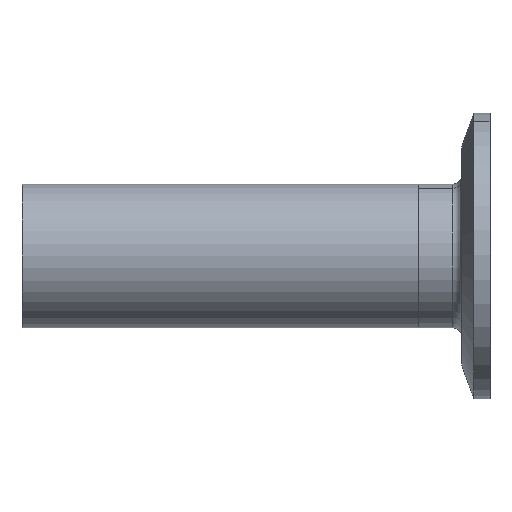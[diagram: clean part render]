
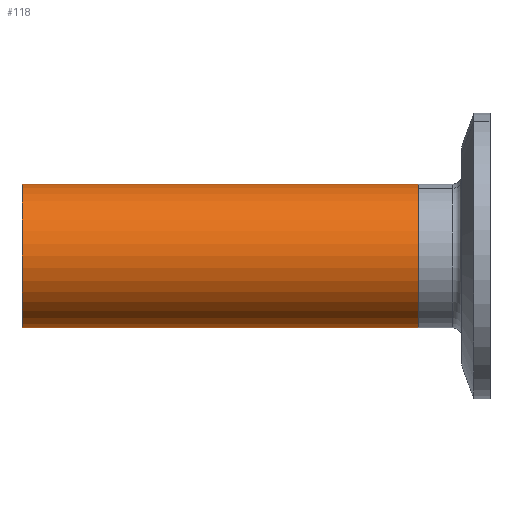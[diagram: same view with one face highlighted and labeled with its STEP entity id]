
A CAD part, front view. The second image highlights one B-rep face of the part: STEP entity #118.
In plain terms, the highlighted cylindrical face has radius 12.7 mm (diameter 25.4 mm), a partial arc.
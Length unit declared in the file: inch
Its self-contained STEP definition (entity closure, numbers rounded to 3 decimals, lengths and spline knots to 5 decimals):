
#32 = EDGE_CURVE ( 'NONE', #393, #173, #153, .T. ) ;
#39 = CARTESIAN_POINT ( 'NONE',  ( 0.62598, 0., 0.5 ) ) ;
#56 = ORIENTED_EDGE ( 'NONE', *, *, #1353, .F. ) ;
#74 = CIRCLE ( 'NONE', #1645, 0.5 ) ;
#110 = DIRECTION ( 'NONE',  ( -1., 0., 0. ) ) ;
#118 = ADVANCED_FACE ( 'NONE', ( #1564 ), #669, .T. ) ;
#123 = DIRECTION ( 'NONE',  ( 0., 0., -1. ) ) ;
#153 = LINE ( 'NONE', #39, #1040 ) ;
#173 = VERTEX_POINT ( 'NONE', #1259 ) ;
#232 = CARTESIAN_POINT ( 'NONE',  ( 0., 0., -0.5 ) ) ;
#317 = DIRECTION ( 'NONE',  ( 0., 0., 1. ) ) ;
#335 = VECTOR ( 'NONE', #1420, 39.37008 ) ;
#338 = DIRECTION ( 'NONE',  ( -1., 0., 0. ) ) ;
#347 = CARTESIAN_POINT ( 'NONE',  ( -2.12598, 0., -0.5 ) ) ;
#348 = VERTEX_POINT ( 'NONE', #347 ) ;
#383 = VERTEX_POINT ( 'NONE', #232 ) ;
#393 = VERTEX_POINT ( 'NONE', #1354 ) ;
#404 = VERTEX_POINT ( 'NONE', #1209 ) ;
#495 = DIRECTION ( 'NONE',  ( -1., 0., 0. ) ) ;
#559 = ORIENTED_EDGE ( 'NONE', *, *, #1048, .F. ) ;
#664 = VECTOR ( 'NONE', #1129, 39.37008 ) ;
#669 = CYLINDRICAL_SURFACE ( 'NONE', #1071, 0.5 ) ;
#694 = DIRECTION ( 'NONE',  ( -1., 0., 0. ) ) ;
#695 = ORIENTED_EDGE ( 'NONE', *, *, #32, .T. ) ;
#769 = EDGE_CURVE ( 'NONE', #348, #173, #74, .T. ) ;
#840 = CARTESIAN_POINT ( 'NONE',  ( 0.62598, 0., 0. ) ) ;
#869 = CIRCLE ( 'NONE', #1482, 0.5 ) ;
#870 = CARTESIAN_POINT ( 'NONE',  ( -2.12598, 0., 0. ) ) ;
#879 = DIRECTION ( 'NONE',  ( 0., 0., 1. ) ) ;
#1020 = CARTESIAN_POINT ( 'NONE',  ( 0.62598, 0., 0.5 ) ) ;
#1040 = VECTOR ( 'NONE', #694, 39.37008 ) ;
#1043 = CARTESIAN_POINT ( 'NONE',  ( 0.62598, 0., -0.5 ) ) ;
#1048 = EDGE_CURVE ( 'NONE', #383, #348, #1334, .T. ) ;
#1071 = AXIS2_PLACEMENT_3D ( 'NONE', #840, #338, #317 ) ;
#1129 = DIRECTION ( 'NONE',  ( -1., 0., 0. ) ) ;
#1143 = EDGE_LOOP ( 'NONE', ( #1216, #56, #1615, #695, #1273, #559 ) ) ;
#1209 = CARTESIAN_POINT ( 'NONE',  ( 0.62598, 0., -0.5 ) ) ;
#1216 = ORIENTED_EDGE ( 'NONE', *, *, #1357, .F. ) ;
#1248 = CARTESIAN_POINT ( 'NONE',  ( 0.62598, 0., -0.5 ) ) ;
#1259 = CARTESIAN_POINT ( 'NONE',  ( -2.12598, 0., 0.5 ) ) ;
#1273 = ORIENTED_EDGE ( 'NONE', *, *, #769, .F. ) ;
#1298 = VERTEX_POINT ( 'NONE', #1379 ) ;
#1334 = LINE ( 'NONE', #1043, #335 ) ;
#1353 = EDGE_CURVE ( 'NONE', #1298, #404, #869, .T. ) ;
#1354 = CARTESIAN_POINT ( 'NONE',  ( 0., 0., 0.5 ) ) ;
#1357 = EDGE_CURVE ( 'NONE', #404, #383, #1557, .T. ) ;
#1364 = EDGE_CURVE ( 'NONE', #1298, #393, #1537, .T. ) ;
#1372 = CARTESIAN_POINT ( 'NONE',  ( 0.62598, 0., 0. ) ) ;
#1379 = CARTESIAN_POINT ( 'NONE',  ( 0.62598, 0., 0.5 ) ) ;
#1420 = DIRECTION ( 'NONE',  ( -1., 0., 0. ) ) ;
#1482 = AXIS2_PLACEMENT_3D ( 'NONE', #1372, #1514, #123 ) ;
#1514 = DIRECTION ( 'NONE',  ( 1., 0., 0. ) ) ;
#1515 = VECTOR ( 'NONE', #495, 39.37008 ) ;
#1537 = LINE ( 'NONE', #1020, #1515 ) ;
#1557 = LINE ( 'NONE', #1248, #664 ) ;
#1564 = FACE_OUTER_BOUND ( 'NONE', #1143, .T. ) ;
#1615 = ORIENTED_EDGE ( 'NONE', *, *, #1364, .T. ) ;
#1645 = AXIS2_PLACEMENT_3D ( 'NONE', #870, #110, #879 ) ;
